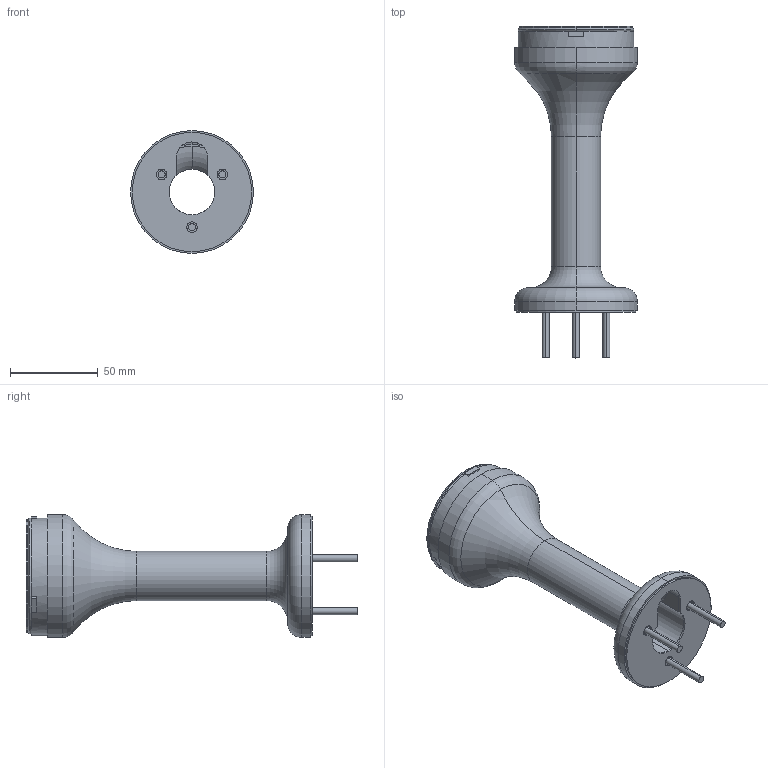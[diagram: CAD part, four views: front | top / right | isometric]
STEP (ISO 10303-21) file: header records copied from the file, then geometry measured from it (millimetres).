
FILE_DESCRIPTION (( 'STEP AP214' ), '1' );
FILE_NAME ('SZ-100D.step', '2016-10-25T14:47:23', ( '' ), ( '' ), 'SwSTEP 2.0', 'SolidWorks 2016', '' );
FILE_SCHEMA (( 'AUTOMOTIVE_DESIGN' ));
Length unit declared in the file: millimetre
Products named in the file (1): SZ-100D
Bounding box: 70 x 189 x 70 mm (x, y, z)
Volume: 93149.6 mm3; surface area: 54497.2 mm2
Topology: 6 solids, 6 shells, 88 faces, 199 edges, 125 vertices
Faces by surface type: cylinder 35, plane 31, torus 22
Entity records: 2651 total; most frequent: DIRECTION 488, CARTESIAN_POINT 477, ORIENTED_EDGE 398, AXIS2_PLACEMENT_3D 206, EDGE_CURVE 199, VERTEX_POINT 125, CIRCLE 117, EDGE_LOOP 102
